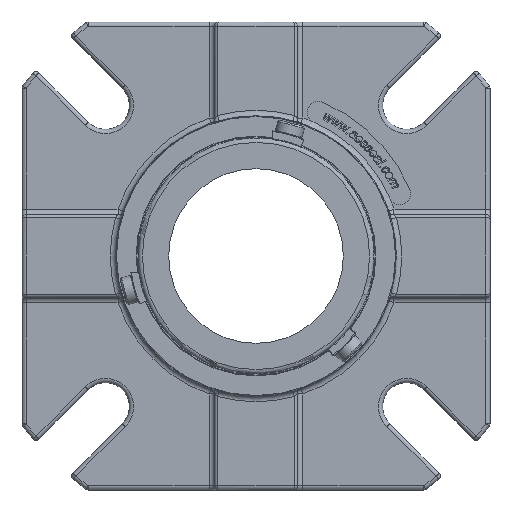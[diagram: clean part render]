
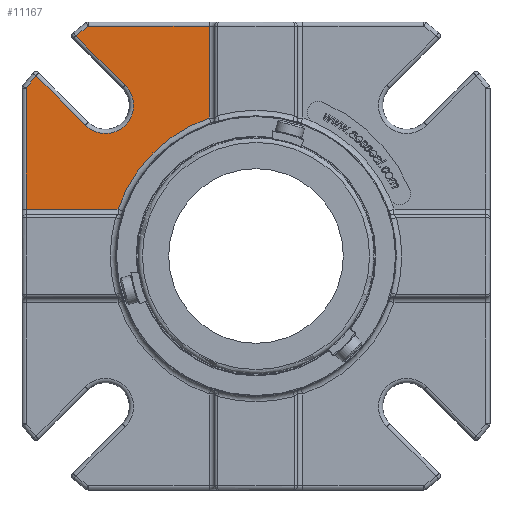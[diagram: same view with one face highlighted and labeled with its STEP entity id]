
A CAD part, left-side view. The second image highlights one B-rep face of the part: STEP entity #11167.
In plain terms, the highlighted planar face has unit normal (-1, 0, 0).
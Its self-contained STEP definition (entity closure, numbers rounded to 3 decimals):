
#767=LINE('',#18647,#1228);
#769=LINE('',#18653,#1230);
#772=LINE('',#18663,#1233);
#774=LINE('',#18667,#1235);
#862=LINE('',#19115,#1323);
#868=LINE('',#19140,#1329);
#1228=VECTOR('',#13339,1000.);
#1230=VECTOR('',#13345,1000.);
#1233=VECTOR('',#13362,1000.);
#1235=VECTOR('',#13366,1000.);
#1323=VECTOR('',#13720,1000.);
#1329=VECTOR('',#13744,1000.);
#1512=PLANE('',#11897);
#3201=ORIENTED_EDGE('',*,*,#4565,.T.);
#3202=ORIENTED_EDGE('',*,*,#4563,.T.);
#3203=ORIENTED_EDGE('',*,*,#4560,.T.);
#3204=ORIENTED_EDGE('',*,*,#4726,.T.);
#3205=ORIENTED_EDGE('',*,*,#4736,.T.);
#3206=ORIENTED_EDGE('',*,*,#4737,.T.);
#3207=ORIENTED_EDGE('',*,*,#4558,.T.);
#3208=ORIENTED_EDGE('',*,*,#4556,.T.);
#3209=ORIENTED_EDGE('',*,*,#4553,.T.);
#3210=ORIENTED_EDGE('',*,*,#4738,.T.);
#4553=EDGE_CURVE('',#5472,#5492,#767,.T.);
#4556=EDGE_CURVE('',#5469,#5472,#769,.F.);
#4558=EDGE_CURVE('',#5486,#5469,#5914,.F.);
#4560=EDGE_CURVE('',#5462,#5466,#5916,.F.);
#4563=EDGE_CURVE('',#5460,#5462,#772,.F.);
#4565=EDGE_CURVE('',#5495,#5460,#774,.F.);
#4726=EDGE_CURVE('',#5466,#5574,#862,.T.);
#4736=EDGE_CURVE('',#5574,#5579,#5981,.T.);
#4737=EDGE_CURVE('',#5579,#5486,#868,.T.);
#4738=EDGE_CURVE('',#5492,#5495,#5982,.T.);
#5460=VERTEX_POINT('',#18548);
#5462=VERTEX_POINT('',#18553);
#5466=VERTEX_POINT('',#18562);
#5469=VERTEX_POINT('',#18569);
#5472=VERTEX_POINT('',#18576);
#5486=VERTEX_POINT('',#18608);
#5492=VERTEX_POINT('',#18648);
#5495=VERTEX_POINT('',#18668);
#5574=VERTEX_POINT('',#19114);
#5579=VERTEX_POINT('',#19139);
#5914=CIRCLE('',#11750,103.5);
#5916=CIRCLE('',#11753,103.5);
#5981=CIRCLE('',#11898,10.25);
#5982=CIRCLE('',#11899,53.);
#6537=EDGE_LOOP('',(#3201,#3202,#3203,#3204,#3205,#3206,#3207,#3208,#3209,
#3210));
#7122=FACE_BOUND('',#6537,.T.);
#11167=ADVANCED_FACE('',(#7122),#1512,.F.);
#11750=AXIS2_PLACEMENT_3D('',#18656,#13349,#13350);
#11753=AXIS2_PLACEMENT_3D('',#18659,#13355,#13356);
#11897=AXIS2_PLACEMENT_3D('',#19137,#13740,#13741);
#11898=AXIS2_PLACEMENT_3D('',#19138,#13742,#13743);
#11899=AXIS2_PLACEMENT_3D('',#19141,#13745,#13746);
#13339=DIRECTION('',(0.,-1.,0.));
#13345=DIRECTION('',(0.,0.,1.));
#13349=DIRECTION('',(1.,0.,0.));
#13350=DIRECTION('',(0.,1.,0.));
#13355=DIRECTION('',(1.,0.,0.));
#13356=DIRECTION('',(0.,1.,0.));
#13362=DIRECTION('',(0.,-1.,0.));
#13366=DIRECTION('',(0.,0.,-1.));
#13720=DIRECTION('',(0.,-0.707,-0.707));
#13740=DIRECTION('',(1.,0.,0.));
#13741=DIRECTION('',(0.,1.,0.));
#13742=DIRECTION('',(1.,0.,0.));
#13743=DIRECTION('',(0.,1.,0.));
#13744=DIRECTION('',(0.,0.707,0.707));
#13745=DIRECTION('',(1.,0.,0.));
#13746=DIRECTION('',(0.,1.,0.));
#18548=CARTESIAN_POINT('',(-24.807,17.,83.625));
#18553=CARTESIAN_POINT('',(-24.807,60.985,83.625));
#18562=CARTESIAN_POINT('',(-24.807,65.578,80.074));
#18569=CARTESIAN_POINT('',(-24.807,83.625,60.985));
#18576=CARTESIAN_POINT('',(-24.807,83.625,17.));
#18608=CARTESIAN_POINT('',(-24.807,80.074,65.578));
#18647=CARTESIAN_POINT('',(-24.807,-51.,17.));
#18648=CARTESIAN_POINT('',(-24.807,50.2,17.));
#18653=CARTESIAN_POINT('',(-24.807,83.625,17.));
#18656=CARTESIAN_POINT('',(-24.807,0.,0.));
#18659=CARTESIAN_POINT('',(-24.807,0.,0.));
#18663=CARTESIAN_POINT('',(-24.807,61.471,83.625));
#18667=CARTESIAN_POINT('',(-24.807,17.,85.125));
#18668=CARTESIAN_POINT('',(-24.807,17.,50.2));
#19114=CARTESIAN_POINT('',(-24.807,47.553,62.049));
#19115=CARTESIAN_POINT('',(-24.807,-32.748,-18.252));
#19137=CARTESIAN_POINT('',(-24.807,-51.,0.));
#19138=CARTESIAN_POINT('',(-24.807,54.801,54.801));
#19139=CARTESIAN_POINT('',(-24.807,62.049,47.553));
#19140=CARTESIAN_POINT('',(-24.807,-18.252,-32.748));
#19141=CARTESIAN_POINT('',(-24.807,0.,0.));
